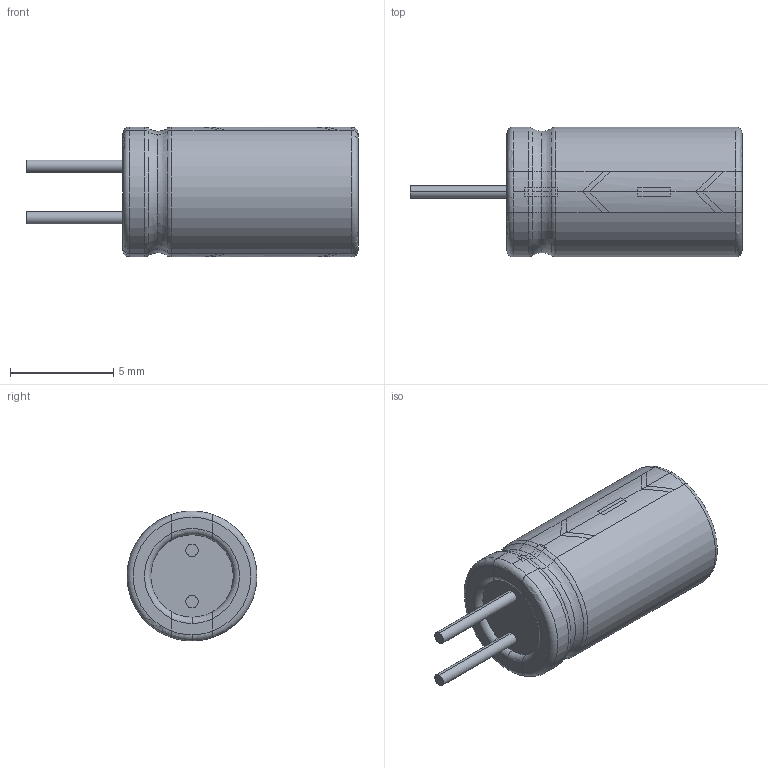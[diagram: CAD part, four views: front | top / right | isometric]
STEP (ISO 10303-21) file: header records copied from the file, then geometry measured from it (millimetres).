
FILE_DESCRIPTION (( 'STEP AP214' ), '1' );
FILE_NAME ('El_2.5_6.3_11.4.STEP', '2023-07-15T05:53:44', ( 'Yurii' ), ( '' ), 'SwSTEP 2.0', 'SolidWorks 2019', '' );
FILE_SCHEMA (( 'AUTOMOTIVE_DESIGN' ));
Length unit declared in the file: millimetre
Products named in the file (1): El_2.5_6.3_11.4
Bounding box: 16.1 x 6.29 x 6.3 mm (x, y, z)
Volume: 346.3 mm3; surface area: 309.6 mm2
Topology: 1 solids, 1 shells, 134 faces, 320 edges, 191 vertices
Faces by surface type: torus 56, cylinder 50, plane 28
Entity records: 5603 total; most frequent: CARTESIAN_POINT 1066, DIRECTION 653, ORIENTED_EDGE 640, EDGE_CURVE 320, AXIS2_PLACEMENT_3D 274, VERTEX_POINT 191, CIRCLE 139, EDGE_LOOP 137
